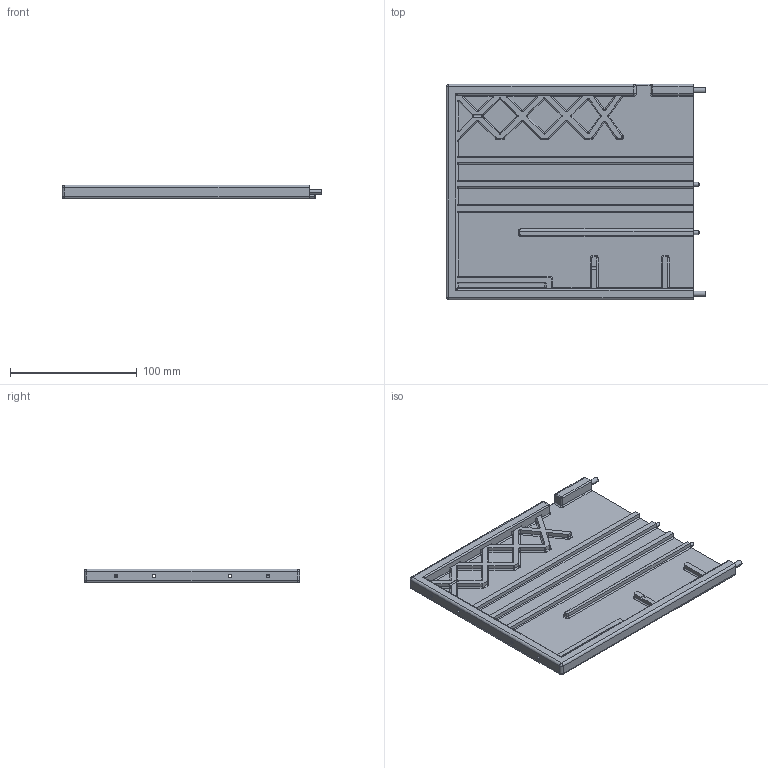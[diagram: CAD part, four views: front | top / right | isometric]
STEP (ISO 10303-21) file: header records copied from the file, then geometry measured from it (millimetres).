
FILE_DESCRIPTION(('Creo Elements/Direct Modeling STEP Export'),'2;1');
FILE_NAME('base_add_sx.stp','2025-11-27T16:45:59',(''),(''),'Creo Elements/Direct Modeling STEP processor for AP214 (Solid Model)','Creo Elements/Direct Modeling 19.0G 27-Nov-2017 (C) Parametric Technology GmbH','');
FILE_SCHEMA(('AUTOMOTIVE_DESIGN { 1 0 10303 214 1 1 1 1 }'));
Length unit declared in the file: millimetre
Products named in the file (2): BASE_ADDITIVE_SX
Assembly tree (1 placements, depth 2):
  BASE_ADDITIVE_SX
    BASE_ADDITIVE_SX
Bounding box: 205 x 170 x 11 mm (x, y, z)
Volume: 243538.7 mm3; surface area: 172151.5 mm2
Topology: 3 solids, 5 shells, 390 faces, 957 edges, 519 vertices
Faces by surface type: cylinder 191, plane 105, sphere 60, torus 17, bspline 9, cone 8
Entity records: 13095 total; most frequent: CARTESIAN_POINT 4398, DIRECTION 1877, ORIENTED_EDGE 1798, EDGE_CURVE 895, AXIS2_PLACEMENT_3D 713, VERTEX_POINT 519, VECTOR 451, LINE 451
